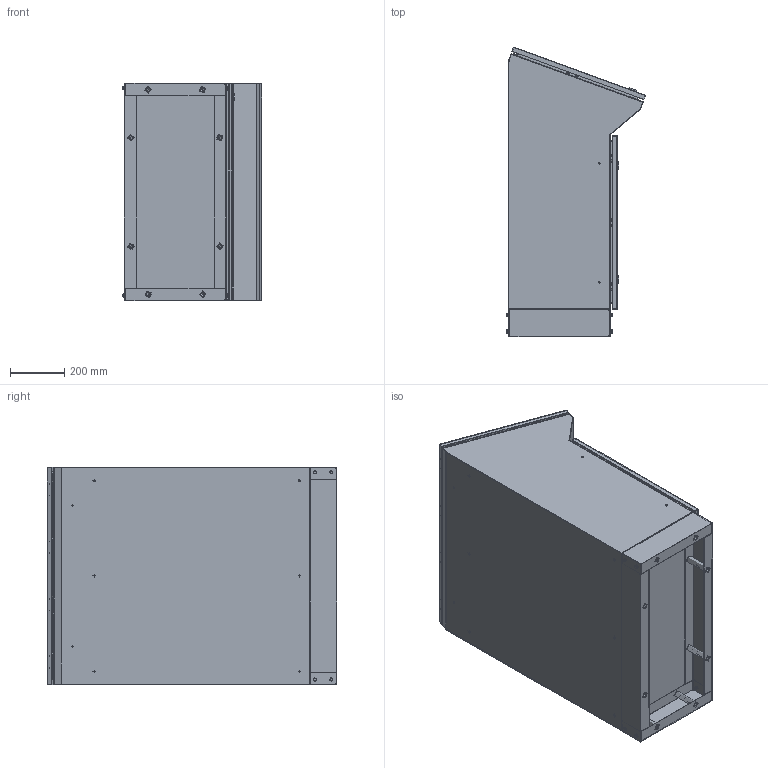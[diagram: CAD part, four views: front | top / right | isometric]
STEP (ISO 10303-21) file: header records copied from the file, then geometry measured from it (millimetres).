
FILE_DESCRIPTION(/* description */ (''),/* implementation_level */ '2;1');
FILE_NAME(/* name */ 'Шкаф SCS 80.96.40-01.stp',/* time_stamp */ '2023-10-05T16:58:22+03:00',/* author */ ('KBUser'),/* organization */ (''),/* preprocessor_version */ 'ST-DEVELOPER v16.13',/* originating_system */ 'Autodesk Inventor 2018',/* authorisation */ '');
FILE_SCHEMA (('AUTOMOTIVE_DESIGN { 1 0 10303 214 3 1 1 }'));
Products named in the file (1): Шкаф SCS 80.96.40.000-01_TOP_Shri
nkwrap_1
Bounding box: 511.48 x 1064.99 x 800.51 mm (x, y, z)
Volume: 7574121.8 mm3; surface area: 9007922.1 mm2
Topology: 385 solids, 385 shells, 5311 faces, 13427 edges, 8770 vertices
Faces by surface type: plane 3243, cylinder 1285, cone 553, bspline 205, torus 19, sphere 6
Full cylindrical faces by diameter (mm): 0.5 x4, 1 x44, 3.8 x216, 4.134 x24, 4.5 x12, 4.917 x38, 5 x45, 5.2 x14, 5.3 x14, 5.459 x8, 5.5 x28, 6 x80, 6.2 x2, 6.4 x28, 6.5 x10, 6.647 x12, 7 x8, 7.5 x20, 8 x22, 8.376 x5, 8.4 x12, 8.7 x8, 8.9 x8, 9 x6, 9.5 x24, 9.7 x2, 10 x5, 10.1 x8, 10.25 x5, 10.5 x5
Entity records: 183348 total; most frequent: CARTESIAN_POINT 59415, DIRECTION 23287, ORIENTED_EDGE 22964, EDGE_CURVE 11482, AXIS2_PLACEMENT_3D 8442, VERTEX_POINT 8245, EDGE_LOOP 7817, LINE 6403
